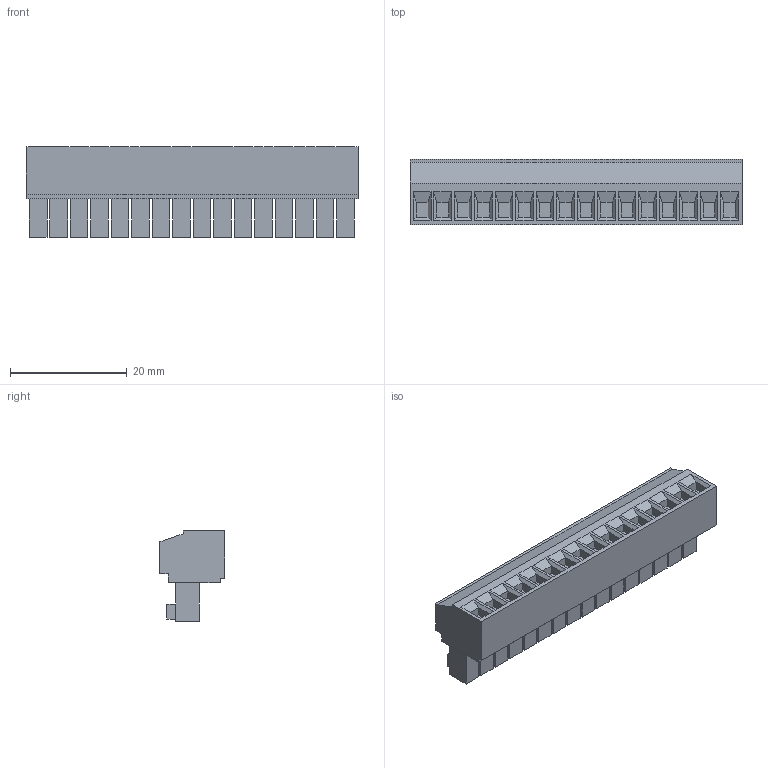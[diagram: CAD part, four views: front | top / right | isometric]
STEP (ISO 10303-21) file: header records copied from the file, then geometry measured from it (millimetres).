
FILE_DESCRIPTION( ( 'STEP AP214' ), '1' );
FILE_NAME( 'psolqas_12608_28.stp', '2020-05-07T22:18:54', ( 'License CC BY-ND 4.0' ), ( 'CADENAS' ), ' ', 'PARTsolutions', ' ' );
FILE_SCHEMA( ( 'AUTOMOTIVE_DESIGN { 1 0 10303 214 1 1 1 1 }' ) );
Length unit declared in the file: metre
Products named in the file (1): 1
Bounding box: 56.79 x 11.18 x 15.49 mm (x, y, z)
Volume: 6088.8 mm3; surface area: 4931.8 mm2
Topology: 1 solids, 1 shells, 625 faces, 1453 edges, 942 vertices
Faces by surface type: plane 529, cylinder 80, cone 16
Full cylindrical faces by diameter (mm): 1.88 x32, 2.032 x16, 2.286 x16
Entity records: 16822 total; most frequent: CARTESIAN_POINT 2877, DIRECTION 2801, ORIENTED_EDGE 2682, EDGE_CURVE 1341, LINE 1133, VECTOR 1133, VERTEX_POINT 910, AXIS2_PLACEMENT_3D 834
